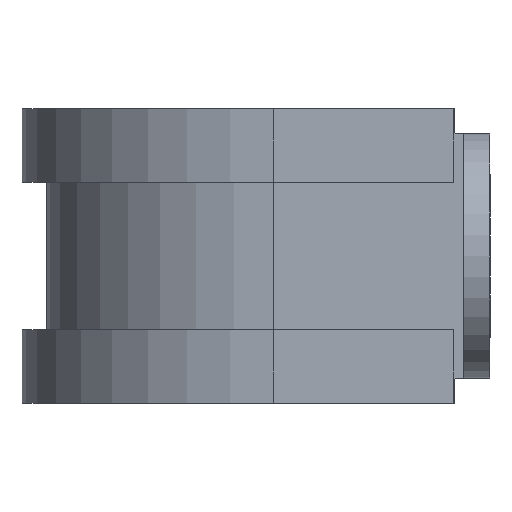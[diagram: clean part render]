
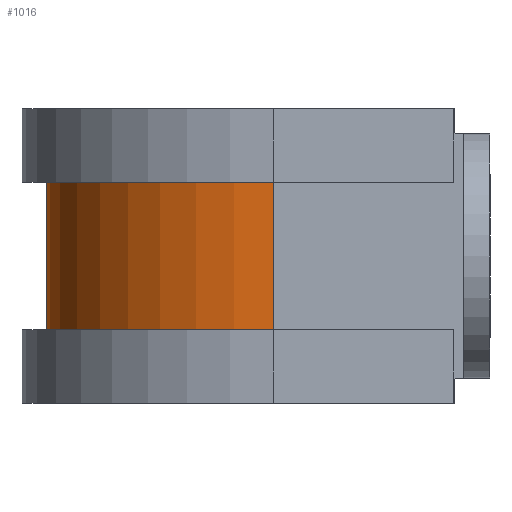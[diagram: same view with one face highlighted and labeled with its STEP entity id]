
A CAD part, left-side view. The second image highlights one B-rep face of the part: STEP entity #1016.
In plain terms, the highlighted cylindrical face has radius 13.85 mm (diameter 27.7 mm), a partial arc.
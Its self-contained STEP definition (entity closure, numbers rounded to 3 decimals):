
#8 = CARTESIAN_POINT ( 'NONE',  ( 13.85, 13.25, -4.5 ) ) ;
#62 = CYLINDRICAL_SURFACE ( 'NONE', #1116, 13.85 ) ;
#104 = ORIENTED_EDGE ( 'NONE', *, *, #915, .F. ) ;
#111 = VECTOR ( 'NONE', #529, 1000. ) ;
#185 = CARTESIAN_POINT ( 'NONE',  ( 13.85, 13.25, 4.5 ) ) ;
#201 = CARTESIAN_POINT ( 'NONE',  ( 0., 13.25, 4.5 ) ) ;
#215 = DIRECTION ( 'NONE',  ( 0., 0., 1. ) ) ;
#313 = ORIENTED_EDGE ( 'NONE', *, *, #686, .T. ) ;
#321 = LINE ( 'NONE', #434, #111 ) ;
#322 = VERTEX_POINT ( 'NONE', #347 ) ;
#338 = VERTEX_POINT ( 'NONE', #8 ) ;
#341 = CARTESIAN_POINT ( 'NONE',  ( 0., 13.25, -4.5 ) ) ;
#347 = CARTESIAN_POINT ( 'NONE',  ( -13.85, 13.25, -4.5 ) ) ;
#349 = VERTEX_POINT ( 'NONE', #460 ) ;
#401 = DIRECTION ( 'NONE',  ( 0., 0., -1. ) ) ;
#434 = CARTESIAN_POINT ( 'NONE',  ( 13.85, 13.25, 7.5 ) ) ;
#460 = CARTESIAN_POINT ( 'NONE',  ( -13.85, 13.25, 4.5 ) ) ;
#505 = CARTESIAN_POINT ( 'NONE',  ( -13.85, 13.25, 7.5 ) ) ;
#512 = EDGE_LOOP ( 'NONE', ( #104, #731, #313, #596 ) ) ;
#524 = DIRECTION ( 'NONE',  ( 0., 0., -1. ) ) ;
#529 = DIRECTION ( 'NONE',  ( 0., 0., -1. ) ) ;
#540 = CIRCLE ( 'NONE', #898, 13.85 ) ;
#566 = AXIS2_PLACEMENT_3D ( 'NONE', #201, #975, #988 ) ;
#596 = ORIENTED_EDGE ( 'NONE', *, *, #1228, .F. ) ;
#686 = EDGE_CURVE ( 'NONE', #338, #322, #540, .T. ) ;
#731 = ORIENTED_EDGE ( 'NONE', *, *, #1371, .T. ) ;
#822 = VECTOR ( 'NONE', #401, 1000. ) ;
#898 = AXIS2_PLACEMENT_3D ( 'NONE', #341, #215, #1452 ) ;
#915 = EDGE_CURVE ( 'NONE', #1040, #349, #1204, .T. ) ;
#975 = DIRECTION ( 'NONE',  ( 0., 0., 1. ) ) ;
#981 = DIRECTION ( 'NONE',  ( -1., 0., 0. ) ) ;
#988 = DIRECTION ( 'NONE',  ( 1., 0., 0. ) ) ;
#1016 = ADVANCED_FACE ( 'NONE', ( #1287 ), #62, .T. ) ;
#1040 = VERTEX_POINT ( 'NONE', #185 ) ;
#1096 = CARTESIAN_POINT ( 'NONE',  ( 0., 13.25, 7.5 ) ) ;
#1116 = AXIS2_PLACEMENT_3D ( 'NONE', #1096, #524, #981 ) ;
#1184 = LINE ( 'NONE', #505, #822 ) ;
#1204 = CIRCLE ( 'NONE', #566, 13.85 ) ;
#1228 = EDGE_CURVE ( 'NONE', #349, #322, #1184, .T. ) ;
#1287 = FACE_OUTER_BOUND ( 'NONE', #512, .T. ) ;
#1371 = EDGE_CURVE ( 'NONE', #1040, #338, #321, .T. ) ;
#1452 = DIRECTION ( 'NONE',  ( 1., 0., 0. ) ) ;
